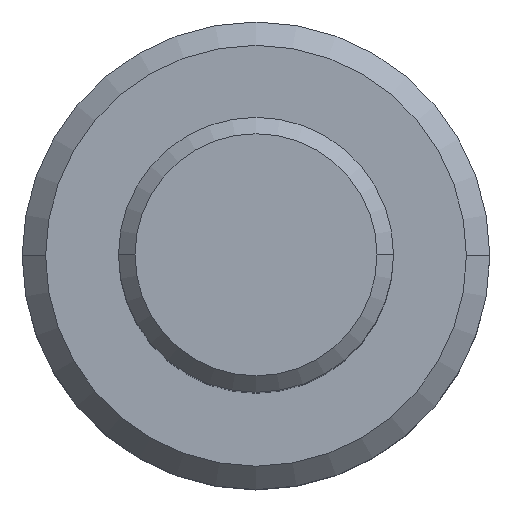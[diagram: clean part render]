
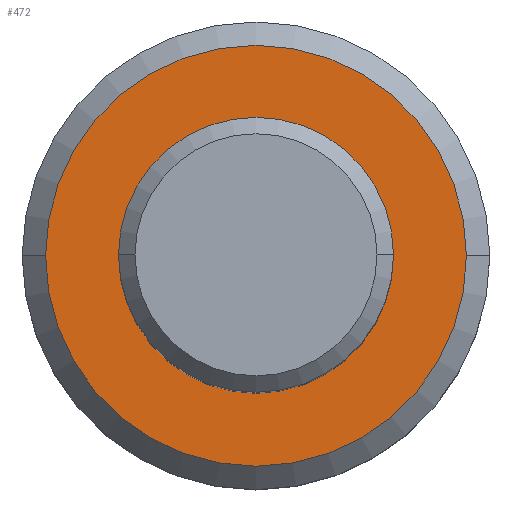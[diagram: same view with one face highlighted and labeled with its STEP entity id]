
A CAD part, top view. The second image highlights one B-rep face of the part: STEP entity #472.
In plain terms, the highlighted planar face has unit normal (0, 0, 1).
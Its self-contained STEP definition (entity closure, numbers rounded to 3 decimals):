
#17 = ORIENTED_EDGE ( 'NONE', *, *, #677, .T. ) ;
#23 = AXIS2_PLACEMENT_3D ( 'NONE', #171, #754, #216 ) ;
#57 = VERTEX_POINT ( 'NONE', #353 ) ;
#71 = ORIENTED_EDGE ( 'NONE', *, *, #719, .F. ) ;
#111 = FACE_OUTER_BOUND ( 'NONE', #589, .T. ) ;
#116 = FACE_BOUND ( 'NONE', #446, .T. ) ;
#121 = DIRECTION ( 'NONE',  ( -1., 0., 0. ) ) ;
#139 = DIRECTION ( 'NONE',  ( 0., 0., 1. ) ) ;
#144 = ORIENTED_EDGE ( 'NONE', *, *, #213, .F. ) ;
#151 = CIRCLE ( 'NONE', #724, 2.5 ) ;
#152 = DIRECTION ( 'NONE',  ( -1., 0., 0. ) ) ;
#171 = CARTESIAN_POINT ( 'NONE',  ( 0., 0., -10. ) ) ;
#213 = EDGE_CURVE ( 'NONE', #643, #491, #151, .T. ) ;
#216 = DIRECTION ( 'NONE',  ( 0., -1., 0. ) ) ;
#223 = CARTESIAN_POINT ( 'NONE',  ( 0., 0., -10. ) ) ;
#229 = DIRECTION ( 'NONE',  ( -1., 0., 0. ) ) ;
#257 = AXIS2_PLACEMENT_3D ( 'NONE', #793, #729, #746 ) ;
#348 = DIRECTION ( 'NONE',  ( 0., 0., 1. ) ) ;
#353 = CARTESIAN_POINT ( 'NONE',  ( 3.825, 0., -10. ) ) ;
#364 = CARTESIAN_POINT ( 'NONE',  ( 0., 0., -10. ) ) ;
#390 = CIRCLE ( 'NONE', #707, 2.5 ) ;
#427 = EDGE_CURVE ( 'NONE', #57, #458, #465, .T. ) ;
#443 = ORIENTED_EDGE ( 'NONE', *, *, #427, .T. ) ;
#446 = EDGE_LOOP ( 'NONE', ( #144, #71 ) ) ;
#447 = CIRCLE ( 'NONE', #257, 3.825 ) ;
#458 = VERTEX_POINT ( 'NONE', #812 ) ;
#460 = DIRECTION ( 'NONE',  ( 0., 0., 1. ) ) ;
#465 = CIRCLE ( 'NONE', #515, 3.825 ) ;
#472 = ADVANCED_FACE ( 'NONE', ( #116, #111 ), #803, .F. ) ;
#491 = VERTEX_POINT ( 'NONE', #547 ) ;
#515 = AXIS2_PLACEMENT_3D ( 'NONE', #223, #348, #229 ) ;
#547 = CARTESIAN_POINT ( 'NONE',  ( -2.5, 0., -10. ) ) ;
#589 = EDGE_LOOP ( 'NONE', ( #17, #443 ) ) ;
#643 = VERTEX_POINT ( 'NONE', #702 ) ;
#677 = EDGE_CURVE ( 'NONE', #458, #57, #447, .T. ) ;
#702 = CARTESIAN_POINT ( 'NONE',  ( 2.5, 0., -10. ) ) ;
#707 = AXIS2_PLACEMENT_3D ( 'NONE', #788, #460, #152 ) ;
#719 = EDGE_CURVE ( 'NONE', #491, #643, #390, .T. ) ;
#724 = AXIS2_PLACEMENT_3D ( 'NONE', #364, #139, #121 ) ;
#729 = DIRECTION ( 'NONE',  ( 0., 0., 1. ) ) ;
#746 = DIRECTION ( 'NONE',  ( -1., 0., 0. ) ) ;
#754 = DIRECTION ( 'NONE',  ( 0., 0., -1. ) ) ;
#788 = CARTESIAN_POINT ( 'NONE',  ( 0., 0., -10. ) ) ;
#793 = CARTESIAN_POINT ( 'NONE',  ( 0., 0., -10. ) ) ;
#803 = PLANE ( 'NONE',  #23 ) ;
#812 = CARTESIAN_POINT ( 'NONE',  ( -3.825, 0., -10. ) ) ;
